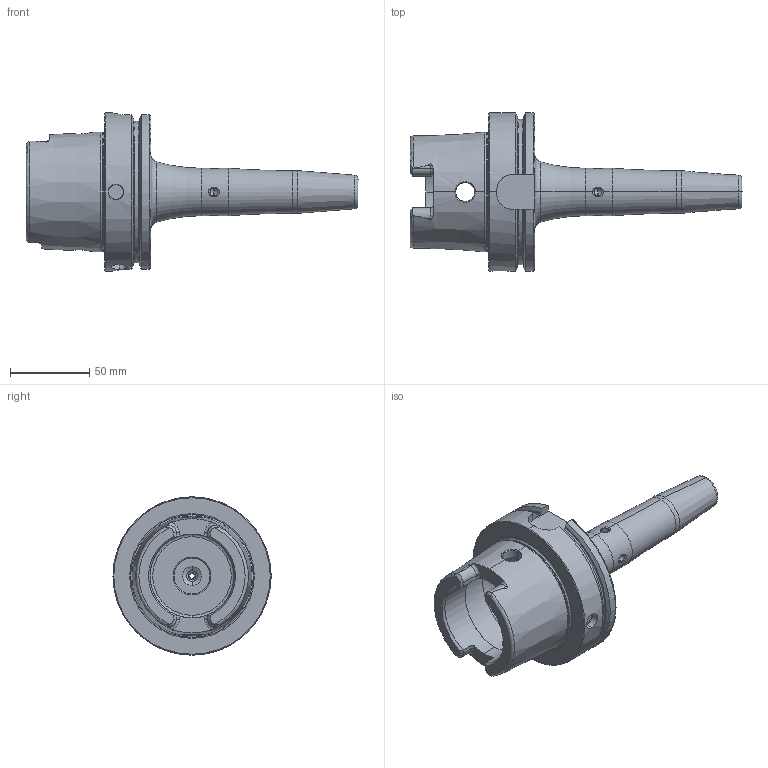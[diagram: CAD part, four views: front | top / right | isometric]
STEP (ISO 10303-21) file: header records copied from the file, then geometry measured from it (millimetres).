
FILE_DESCRIPTION (( 'STEP AP203' ), '1' );
FILE_NAME ('HA0.S08.K21.160.STEP', '2013-06-27T13:49:05', ( 'baer' ), ( 'Hewlett-Packard Company' ), 'SwSTEP 2.0', 'SolidWorks 2012', '' );
FILE_SCHEMA (( 'CONFIG_CONTROL_DESIGN' ));
Length unit declared in the file: millimetre
Products named in the file (4): HA0.S08.K21.160; ERU-CJ2.001.006; ERU-AN2.K01.016_A; HA0-S08.K21.160_C_Fertigbearbeitung
Assembly tree (4 placements, depth 2):
  HA0.S08.K21.160
    HA0-S08.K21.160_C_Fertigbearbeitung
    ERU-AN2.K01.016_A
    ERU-CJ2.001.006  x2
Bounding box: 209.98 x 100 x 100 mm (x, y, z)
Volume: 329263.9 mm3; surface area: 65682.5 mm2
Topology: 4 solids, 4 shells, 304 faces, 751 edges, 450 vertices
Faces by surface type: plane 95, cylinder 90, cone 70, torus 45, bspline 4
Entity records: 10667 total; most frequent: CARTESIAN_POINT 3538, ORIENTED_EDGE 1410, DIRECTION 1405, EDGE_CURVE 705, AXIS2_PLACEMENT_3D 553, VERTEX_POINT 430, EDGE_LOOP 309, LINE 299
